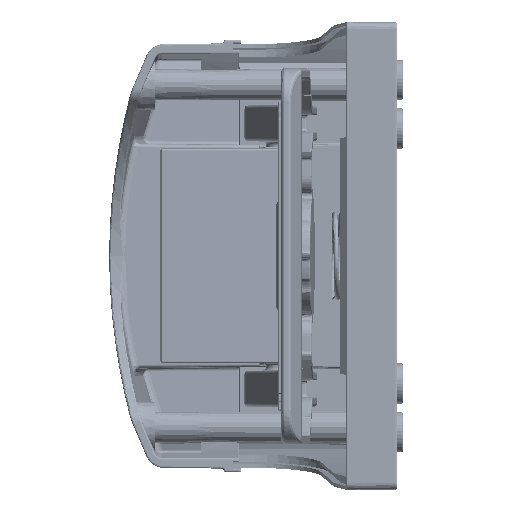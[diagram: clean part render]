
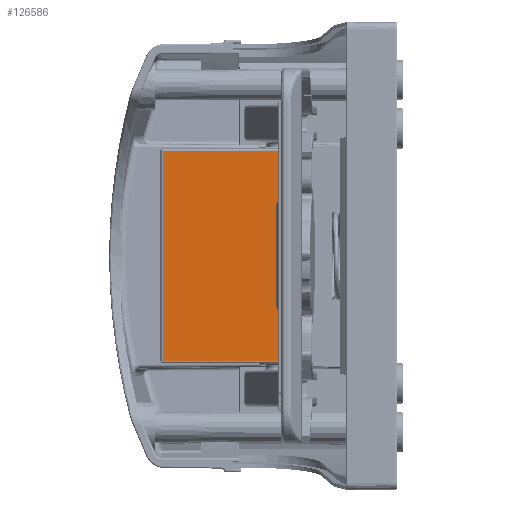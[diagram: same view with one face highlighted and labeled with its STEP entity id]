
A CAD part, left-side view. The second image highlights one B-rep face of the part: STEP entity #126586.
In plain terms, the highlighted planar face has unit normal (-1, -0.009, 0).
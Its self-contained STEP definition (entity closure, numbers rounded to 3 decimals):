
#1879 = VECTOR ( 'NONE', #183055, 1000. ) ;
#9523 = ORIENTED_EDGE ( 'NONE', *, *, #89548, .T. ) ;
#19871 = VERTEX_POINT ( 'NONE', #111895 ) ;
#34075 = DIRECTION ( 'NONE',  ( 0.009, -1., 0. ) ) ;
#38840 = CARTESIAN_POINT ( 'NONE',  ( 125.654, 140.377, 106.869 ) ) ;
#51548 = DIRECTION ( 'NONE',  ( -1., -0.009, 0. ) ) ;
#57692 = LINE ( 'NONE', #185011, #104203 ) ;
#71541 = LINE ( 'NONE', #153094, #1879 ) ;
#77585 = EDGE_CURVE ( 'NONE', #180421, #168674, #95103, .T. ) ;
#89548 = EDGE_CURVE ( 'NONE', #168674, #19871, #57692, .T. ) ;
#89710 = ORIENTED_EDGE ( 'NONE', *, *, #118869, .T. ) ;
#94891 = AXIS2_PLACEMENT_3D ( 'NONE', #96245, #51548, #126002 ) ;
#95103 = LINE ( 'NONE', #124082, #143789 ) ;
#96245 = CARTESIAN_POINT ( 'NONE',  ( 125.04, 210.708, 163.194 ) ) ;
#102379 = VECTOR ( 'NONE', #107645, 1000. ) ;
#104203 = VECTOR ( 'NONE', #125860, 1000. ) ;
#104738 = VERTEX_POINT ( 'NONE', #124780 ) ;
#106382 = ORIENTED_EDGE ( 'NONE', *, *, #77585, .T. ) ;
#107645 = DIRECTION ( 'NONE',  ( -0.009, 1., 0. ) ) ;
#111581 = FACE_OUTER_BOUND ( 'NONE', #159407, .T. ) ;
#111895 = CARTESIAN_POINT ( 'NONE',  ( 125.654, 140.377, 169.536 ) ) ;
#113117 = CARTESIAN_POINT ( 'NONE',  ( 125.312, 179.534, 106.869 ) ) ;
#118869 = EDGE_CURVE ( 'NONE', #19871, #104738, #155757, .T. ) ;
#124082 = CARTESIAN_POINT ( 'NONE',  ( 125.659, 139.798, 106.869 ) ) ;
#124780 = CARTESIAN_POINT ( 'NONE',  ( 125.312, 179.534, 169.536 ) ) ;
#125860 = DIRECTION ( 'NONE',  ( 0., 0., 1. ) ) ;
#126002 = DIRECTION ( 'NONE',  ( -0.009, 1., 0. ) ) ;
#126586 = ADVANCED_FACE ( 'NONE', ( #111581 ), #182602, .T. ) ;
#137432 = CARTESIAN_POINT ( 'NONE',  ( 125.307, 180.113, 169.536 ) ) ;
#143789 = VECTOR ( 'NONE', #34075, 1000. ) ;
#151564 = ORIENTED_EDGE ( 'NONE', *, *, #183854, .T. ) ;
#153094 = CARTESIAN_POINT ( 'NONE',  ( 125.312, 179.534, 106.29 ) ) ;
#155757 = LINE ( 'NONE', #137432, #102379 ) ;
#159407 = EDGE_LOOP ( 'NONE', ( #89710, #151564, #106382, #9523 ) ) ;
#168674 = VERTEX_POINT ( 'NONE', #38840 ) ;
#180421 = VERTEX_POINT ( 'NONE', #113117 ) ;
#182602 = PLANE ( 'NONE',  #94891 ) ;
#183055 = DIRECTION ( 'NONE',  ( 0., 0., -1. ) ) ;
#183854 = EDGE_CURVE ( 'NONE', #104738, #180421, #71541, .T. ) ;
#185011 = CARTESIAN_POINT ( 'NONE',  ( 125.654, 140.377, 170.115 ) ) ;
